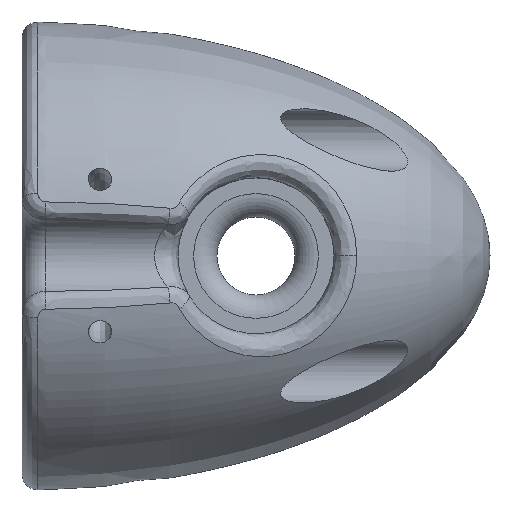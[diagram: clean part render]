
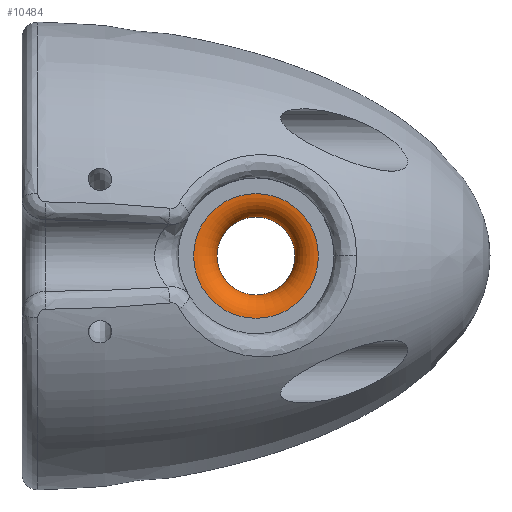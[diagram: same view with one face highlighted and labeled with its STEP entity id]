
A CAD part, top view. The second image highlights one B-rep face of the part: STEP entity #10484.
In plain terms, the highlighted toroidal (fillet/blend) face has major radius 8 mm and minor radius 3 mm.
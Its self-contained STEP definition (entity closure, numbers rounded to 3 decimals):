
#10324 = PLANE('',#10325);
#10325 = AXIS2_PLACEMENT_3D('',#10326,#10327,#10328);
#10326 = CARTESIAN_POINT('',(610.,0.,195.));
#10327 = DIRECTION('',(0.,0.,1.));
#10328 = DIRECTION('',(1.,0.,0.));
#10361 = CYLINDRICAL_SURFACE('',#10362,5.);
#10362 = AXIS2_PLACEMENT_3D('',#10363,#10364,#10365);
#10363 = CARTESIAN_POINT('',(610.,0.,195.));
#10364 = DIRECTION('',(0.,0.,1.));
#10365 = DIRECTION('',(1.,0.,0.));
#10403 = EDGE_CURVE('',#10404,#10404,#10406,.T.);
#10404 = VERTEX_POINT('',#10405);
#10405 = CARTESIAN_POINT('',(618.,0.,195.));
#10406 = SURFACE_CURVE('',#10407,(#10412,#10419),.PCURVE_S1.);
#10407 = CIRCLE('',#10408,8.);
#10408 = AXIS2_PLACEMENT_3D('',#10409,#10410,#10411);
#10409 = CARTESIAN_POINT('',(610.,0.,195.));
#10410 = DIRECTION('',(0.,0.,1.));
#10411 = DIRECTION('',(1.,0.,0.));
#10412 = PCURVE('',#10324,#10413);
#10413 = DEFINITIONAL_REPRESENTATION('',(#10414),#10418);
#10414 = CIRCLE('',#10415,8.);
#10415 = AXIS2_PLACEMENT_2D('',#10416,#10417);
#10416 = CARTESIAN_POINT('',(0.,0.));
#10417 = DIRECTION('',(1.,0.));
#10418 = ( GEOMETRIC_REPRESENTATION_CONTEXT(2) 
PARAMETRIC_REPRESENTATION_CONTEXT() REPRESENTATION_CONTEXT('2D SPACE',''
  ) );
#10419 = PCURVE('',#10420,#10425);
#10420 = TOROIDAL_SURFACE('',#10421,8.,3.);
#10421 = AXIS2_PLACEMENT_3D('',#10422,#10423,#10424);
#10422 = CARTESIAN_POINT('',(610.,0.,192.));
#10423 = DIRECTION('',(0.,0.,1.));
#10424 = DIRECTION('',(1.,0.,0.));
#10425 = DEFINITIONAL_REPRESENTATION('',(#10426),#10430);
#10426 = LINE('',#10427,#10428);
#10427 = CARTESIAN_POINT('',(0.,1.571));
#10428 = VECTOR('',#10429,1.);
#10429 = DIRECTION('',(1.,0.));
#10430 = ( GEOMETRIC_REPRESENTATION_CONTEXT(2) 
PARAMETRIC_REPRESENTATION_CONTEXT() REPRESENTATION_CONTEXT('2D SPACE',''
  ) );
#10439 = VERTEX_POINT('',#10440);
#10440 = CARTESIAN_POINT('',(615.,0.,192.));
#10461 = EDGE_CURVE('',#10439,#10439,#10462,.T.);
#10462 = SURFACE_CURVE('',#10463,(#10468,#10475),.PCURVE_S1.);
#10463 = CIRCLE('',#10464,5.);
#10464 = AXIS2_PLACEMENT_3D('',#10465,#10466,#10467);
#10465 = CARTESIAN_POINT('',(610.,0.,192.));
#10466 = DIRECTION('',(0.,0.,1.));
#10467 = DIRECTION('',(1.,0.,0.));
#10468 = PCURVE('',#10361,#10469);
#10469 = DEFINITIONAL_REPRESENTATION('',(#10470),#10474);
#10470 = LINE('',#10471,#10472);
#10471 = CARTESIAN_POINT('',(0.,-3.));
#10472 = VECTOR('',#10473,1.);
#10473 = DIRECTION('',(1.,0.));
#10474 = ( GEOMETRIC_REPRESENTATION_CONTEXT(2) 
PARAMETRIC_REPRESENTATION_CONTEXT() REPRESENTATION_CONTEXT('2D SPACE',''
  ) );
#10475 = PCURVE('',#10420,#10476);
#10476 = DEFINITIONAL_REPRESENTATION('',(#10477),#10481);
#10477 = LINE('',#10478,#10479);
#10478 = CARTESIAN_POINT('',(0.,3.142));
#10479 = VECTOR('',#10480,1.);
#10480 = DIRECTION('',(1.,0.));
#10481 = ( GEOMETRIC_REPRESENTATION_CONTEXT(2) 
PARAMETRIC_REPRESENTATION_CONTEXT() REPRESENTATION_CONTEXT('2D SPACE',''
  ) );
#10484 = ADVANCED_FACE('',(#10485),#10420,.T.);
#10485 = FACE_BOUND('',#10486,.T.);
#10486 = EDGE_LOOP('',(#10487,#10509,#10510,#10511));
#10487 = ORIENTED_EDGE('',*,*,#10488,.F.);
#10488 = EDGE_CURVE('',#10404,#10439,#10489,.T.);
#10489 = SEAM_CURVE('',#10490,(#10495,#10502),.PCURVE_S1.);
#10490 = CIRCLE('',#10491,3.);
#10491 = AXIS2_PLACEMENT_3D('',#10492,#10493,#10494);
#10492 = CARTESIAN_POINT('',(618.,0.,192.));
#10493 = DIRECTION('',(0.,-1.,0.));
#10494 = DIRECTION('',(1.,0.,0.));
#10495 = PCURVE('',#10420,#10496);
#10496 = DEFINITIONAL_REPRESENTATION('',(#10497),#10501);
#10497 = LINE('',#10498,#10499);
#10498 = CARTESIAN_POINT('',(0.,0.));
#10499 = VECTOR('',#10500,1.);
#10500 = DIRECTION('',(0.,1.));
#10501 = ( GEOMETRIC_REPRESENTATION_CONTEXT(2) 
PARAMETRIC_REPRESENTATION_CONTEXT() REPRESENTATION_CONTEXT('2D SPACE',''
  ) );
#10502 = PCURVE('',#10420,#10503);
#10503 = DEFINITIONAL_REPRESENTATION('',(#10504),#10508);
#10504 = LINE('',#10505,#10506);
#10505 = CARTESIAN_POINT('',(6.283,0.));
#10506 = VECTOR('',#10507,1.);
#10507 = DIRECTION('',(0.,1.));
#10508 = ( GEOMETRIC_REPRESENTATION_CONTEXT(2) 
PARAMETRIC_REPRESENTATION_CONTEXT() REPRESENTATION_CONTEXT('2D SPACE',''
  ) );
#10509 = ORIENTED_EDGE('',*,*,#10403,.T.);
#10510 = ORIENTED_EDGE('',*,*,#10488,.T.);
#10511 = ORIENTED_EDGE('',*,*,#10461,.F.);
